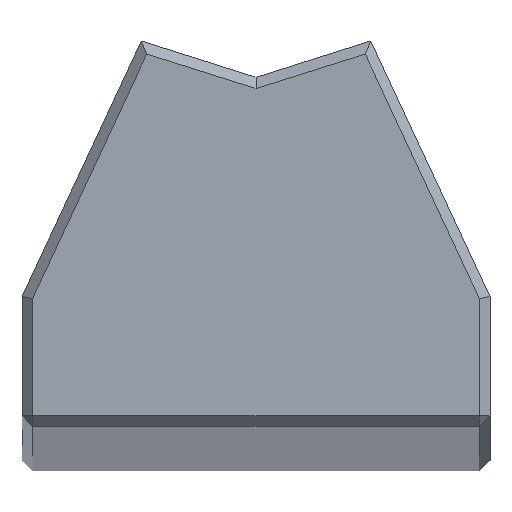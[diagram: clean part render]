
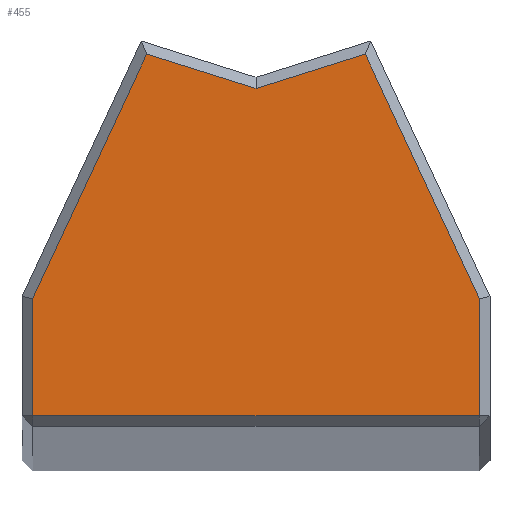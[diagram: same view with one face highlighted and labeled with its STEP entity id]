
A CAD part, top view. The second image highlights one B-rep face of the part: STEP entity #455.
In plain terms, the highlighted planar face has unit normal (0, 0, 1).
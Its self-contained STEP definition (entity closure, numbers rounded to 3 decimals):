
#41=FACE_OUTER_BOUND('',#70,.T.);
#70=EDGE_LOOP('',(#382,#383,#384,#385,#386,#387,#388));
#77=LINE('',#639,#136);
#81=LINE('',#647,#140);
#97=LINE('',#681,#156);
#100=LINE('',#686,#159);
#105=LINE('',#695,#164);
#114=LINE('',#711,#173);
#120=LINE('',#722,#179);
#136=VECTOR('',#517,10.);
#140=VECTOR('',#523,10.);
#156=VECTOR('',#549,10.);
#159=VECTOR('',#556,10.);
#164=VECTOR('',#565,10.);
#173=VECTOR('',#582,10.);
#179=VECTOR('',#592,10.);
#195=VERTEX_POINT('',#637);
#196=VERTEX_POINT('',#638);
#199=VERTEX_POINT('',#646);
#209=VERTEX_POINT('',#669);
#211=VERTEX_POINT('',#674);
#214=VERTEX_POINT('',#694);
#217=VERTEX_POINT('',#710);
#227=EDGE_CURVE('',#195,#196,#77,.T.);
#231=EDGE_CURVE('',#196,#199,#81,.T.);
#247=EDGE_CURVE('',#211,#209,#97,.T.);
#250=EDGE_CURVE('',#199,#211,#100,.T.);
#255=EDGE_CURVE('',#209,#214,#105,.T.);
#264=EDGE_CURVE('',#214,#217,#114,.T.);
#270=EDGE_CURVE('',#217,#195,#120,.T.);
#382=ORIENTED_EDGE('',*,*,#247,.F.);
#383=ORIENTED_EDGE('',*,*,#250,.F.);
#384=ORIENTED_EDGE('',*,*,#231,.F.);
#385=ORIENTED_EDGE('',*,*,#227,.F.);
#386=ORIENTED_EDGE('',*,*,#270,.F.);
#387=ORIENTED_EDGE('',*,*,#264,.F.);
#388=ORIENTED_EDGE('',*,*,#255,.F.);
#426=PLANE('',#504);
#455=ADVANCED_FACE('',(#41),#426,.T.);
#504=AXIS2_PLACEMENT_3D('',#744,#620,#621);
#517=DIRECTION('',(0.954,0.301,0.));
#523=DIRECTION('',(0.423,-0.906,0.));
#549=DIRECTION('',(-1.,0.,0.));
#556=DIRECTION('',(0.,-1.,0.));
#565=DIRECTION('',(0.,1.,0.));
#582=DIRECTION('',(0.423,0.906,0.));
#592=DIRECTION('',(0.954,-0.301,0.));
#620=DIRECTION('center_axis',(0.,0.,1.));
#621=DIRECTION('ref_axis',(1.,0.,0.));
#637=CARTESIAN_POINT('',(0.,-2.303,599.5));
#638=CARTESIAN_POINT('',(2.566,-1.494,599.5));
#639=CARTESIAN_POINT('',(-0.551,-2.477,599.5));
#646=CARTESIAN_POINT('',(5.25,-7.25,599.5));
#647=CARTESIAN_POINT('',(3.231,-2.92,599.5));
#669=CARTESIAN_POINT('',(-5.25,-10.,599.5));
#674=CARTESIAN_POINT('',(5.25,-10.,599.5));
#681=CARTESIAN_POINT('',(2.75,-10.,599.5));
#686=CARTESIAN_POINT('',(5.25,-6.8,599.5));
#694=CARTESIAN_POINT('',(-5.25,-7.25,599.5));
#695=CARTESIAN_POINT('',(-5.25,-8.328,599.5));
#710=CARTESIAN_POINT('',(-2.566,-1.494,599.5));
#711=CARTESIAN_POINT('',(-4.631,-5.923,599.5));
#722=CARTESIAN_POINT('',(-0.799,-2.051,599.5));
#744=CARTESIAN_POINT('Origin',(0.,-6.405,
599.5));
